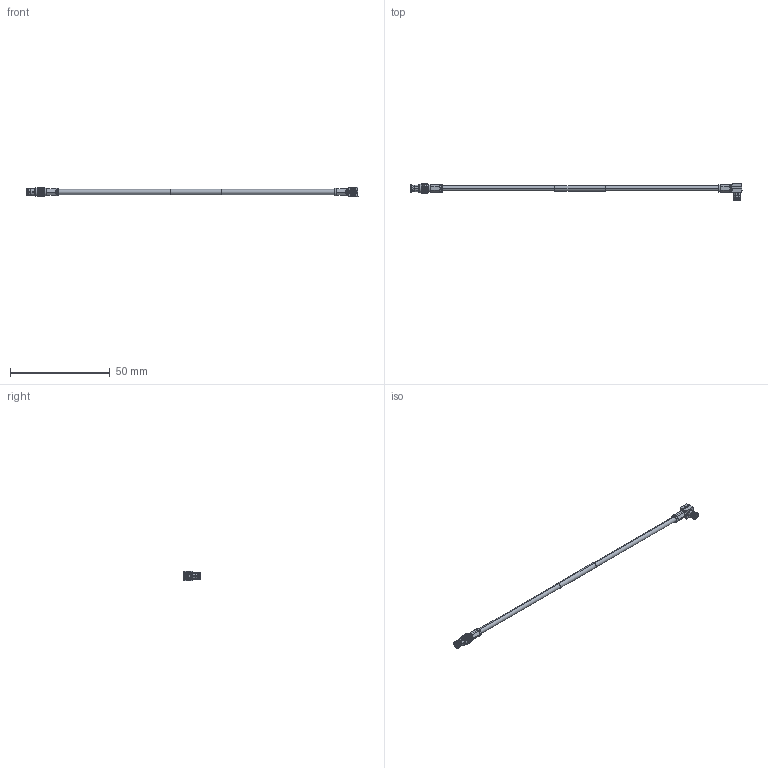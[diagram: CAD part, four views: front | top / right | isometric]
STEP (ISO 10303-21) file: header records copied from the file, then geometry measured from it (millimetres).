
FILE_DESCRIPTION (( 'STEP AP214' ), '1' );
FILE_NAME ('FMCA9843_3D.step', '2023-08-01T16:43:25', ( '' ), ( '' ), 'SwSTEP 2.0', 'SolidWorks 2022', '' );
FILE_SCHEMA (( 'AUTOMOTIVE_DESIGN' ));
Length unit declared in the file: inch
Products named in the file (4): FMCA9843_3D; Copy of PE45865^FMCA9843; Copy of Copy of PE45867^FMCA9843; Copy of RG316-BULK^FMCA9843
Assembly tree (3 placements, depth 2):
  FMCA9843_3D
    Copy of RG316-BULK^FMCA9843
    Copy of PE45865^FMCA9843
    Copy of Copy of PE45867^FMCA9843
Bounding box: 166.57 x 8.51 x 5 mm (x, y, z)
Volume: 1121.5 mm3; surface area: 2257.1 mm2
Topology: 5 solids, 5 shells, 453 faces, 1126 edges, 703 vertices
Faces by surface type: bspline 291, plane 128, cylinder 32, cone 2
Entity records: 17305 total; most frequent: CARTESIAN_POINT 8064, ORIENTED_EDGE 2248, DIRECTION 1396, EDGE_CURVE 1124, VERTEX_POINT 703, AXIS2_PLACEMENT_3D 481, EDGE_LOOP 477, ADVANCED_FACE 453
